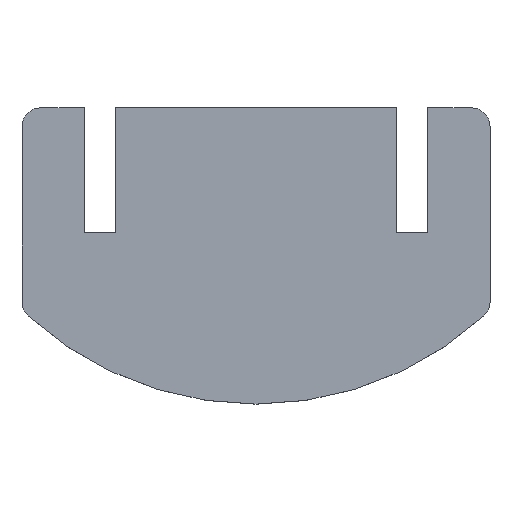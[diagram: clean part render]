
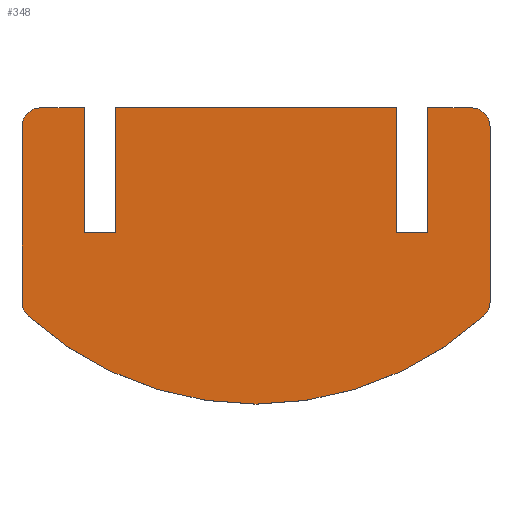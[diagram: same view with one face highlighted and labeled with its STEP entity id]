
A CAD part, top view. The second image highlights one B-rep face of the part: STEP entity #348.
In plain terms, the highlighted planar face has unit normal (0, 0, 1).
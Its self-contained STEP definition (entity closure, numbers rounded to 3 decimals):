
#27=PLANE('',#390);
#45=FACE_OUTER_BOUND('',#63,.T.);
#63=EDGE_LOOP('',(#310,#311,#312,#313,#314,#315,#316,#317,#318,#319,#320,
#321,#322,#323,#324,#325));
#77=LINE('',#529,#115);
#83=LINE('',#544,#121);
#86=LINE('',#553,#124);
#88=LINE('',#557,#126);
#90=LINE('',#561,#128);
#92=LINE('',#564,#130);
#93=LINE('',#569,#131);
#95=LINE('',#573,#133);
#97=LINE('',#577,#135);
#99=LINE('',#581,#137);
#101=LINE('',#584,#139);
#115=VECTOR('',#424,10.);
#121=VECTOR('',#440,10.);
#124=VECTOR('',#449,10.);
#126=VECTOR('',#453,10.);
#128=VECTOR('',#457,10.);
#130=VECTOR('',#461,10.);
#131=VECTOR('',#468,10.);
#133=VECTOR('',#472,10.);
#135=VECTOR('',#476,10.);
#137=VECTOR('',#480,10.);
#139=VECTOR('',#484,10.);
#140=CIRCLE('',#364,3.);
#146=CIRCLE('',#373,3.);
#147=CIRCLE('',#375,3.);
#148=CIRCLE('',#378,3.);
#149=CIRCLE('',#384,54.314);
#150=VERTEX_POINT('',#489);
#151=VERTEX_POINT('',#490);
#168=VERTEX_POINT('',#528);
#169=VERTEX_POINT('',#532);
#170=VERTEX_POINT('',#536);
#171=VERTEX_POINT('',#537);
#172=VERTEX_POINT('',#542);
#173=VERTEX_POINT('',#546);
#174=VERTEX_POINT('',#550);
#175=VERTEX_POINT('',#552);
#176=VERTEX_POINT('',#556);
#177=VERTEX_POINT('',#560);
#178=VERTEX_POINT('',#568);
#179=VERTEX_POINT('',#572);
#180=VERTEX_POINT('',#576);
#181=VERTEX_POINT('',#580);
#182=EDGE_CURVE('',#150,#151,#140,.T.);
#201=EDGE_CURVE('',#168,#151,#77,.T.);
#203=EDGE_CURVE('',#168,#169,#146,.T.);
#205=EDGE_CURVE('',#170,#171,#147,.T.);
#209=EDGE_CURVE('',#170,#172,#83,.T.);
#210=EDGE_CURVE('',#173,#172,#148,.T.);
#213=EDGE_CURVE('',#175,#174,#86,.T.);
#215=EDGE_CURVE('',#176,#175,#88,.T.);
#217=EDGE_CURVE('',#177,#176,#90,.T.);
#219=EDGE_CURVE('',#173,#177,#92,.T.);
#220=EDGE_CURVE('',#150,#171,#149,.T.);
#221=EDGE_CURVE('',#178,#169,#93,.T.);
#223=EDGE_CURVE('',#179,#178,#95,.T.);
#225=EDGE_CURVE('',#180,#179,#97,.T.);
#227=EDGE_CURVE('',#181,#180,#99,.T.);
#229=EDGE_CURVE('',#174,#181,#101,.T.);
#310=ORIENTED_EDGE('',*,*,#182,.F.);
#311=ORIENTED_EDGE('',*,*,#220,.T.);
#312=ORIENTED_EDGE('',*,*,#205,.F.);
#313=ORIENTED_EDGE('',*,*,#209,.T.);
#314=ORIENTED_EDGE('',*,*,#210,.F.);
#315=ORIENTED_EDGE('',*,*,#219,.T.);
#316=ORIENTED_EDGE('',*,*,#217,.T.);
#317=ORIENTED_EDGE('',*,*,#215,.T.);
#318=ORIENTED_EDGE('',*,*,#213,.T.);
#319=ORIENTED_EDGE('',*,*,#229,.T.);
#320=ORIENTED_EDGE('',*,*,#227,.T.);
#321=ORIENTED_EDGE('',*,*,#225,.T.);
#322=ORIENTED_EDGE('',*,*,#223,.T.);
#323=ORIENTED_EDGE('',*,*,#221,.T.);
#324=ORIENTED_EDGE('',*,*,#203,.F.);
#325=ORIENTED_EDGE('',*,*,#201,.T.);
#348=ADVANCED_FACE('',(#45),#27,.T.);
#364=AXIS2_PLACEMENT_3D('',#491,#395,#396);
#373=AXIS2_PLACEMENT_3D('',#533,#428,#429);
#375=AXIS2_PLACEMENT_3D('',#538,#433,#434);
#378=AXIS2_PLACEMENT_3D('',#547,#443,#444);
#384=AXIS2_PLACEMENT_3D('',#566,#464,#465);
#390=AXIS2_PLACEMENT_3D('',#585,#485,#486);
#395=DIRECTION('center_axis',(0.,0.,-1.));
#396=DIRECTION('ref_axis',(-0.914,-0.405,0.));
#424=DIRECTION('',(0.,-1.,0.));
#428=DIRECTION('center_axis',(0.,0.,-1.));
#429=DIRECTION('ref_axis',(-0.707,0.707,0.));
#433=DIRECTION('center_axis',(0.,0.,-1.));
#434=DIRECTION('ref_axis',(0.914,-0.405,0.));
#440=DIRECTION('',(0.,1.,0.));
#443=DIRECTION('center_axis',(0.,0.,-1.));
#444=DIRECTION('ref_axis',(0.707,0.707,0.));
#449=DIRECTION('',(0.,1.,0.));
#453=DIRECTION('',(-1.,0.,0.));
#457=DIRECTION('',(0.,-1.,0.));
#461=DIRECTION('',(-1.,0.,0.));
#464=DIRECTION('center_axis',(0.,0.,1.));
#465=DIRECTION('ref_axis',(-0.69,-0.723,0.));
#468=DIRECTION('',(-1.,0.,0.));
#472=DIRECTION('',(0.,1.,0.));
#476=DIRECTION('',(-1.,0.,0.));
#480=DIRECTION('',(0.,-1.,0.));
#484=DIRECTION('',(-1.,0.,0.));
#485=DIRECTION('center_axis',(0.,0.,1.));
#486=DIRECTION('ref_axis',(1.,0.,0.));
#489=CARTESIAN_POINT('',(0.983,6.632,5.));
#490=CARTESIAN_POINT('',(0.,8.852,5.));
#491=CARTESIAN_POINT('Origin',(3.,8.852,5.));
#528=CARTESIAN_POINT('',(0.,37.,5.));
#529=CARTESIAN_POINT('',(0.,40.,5.));
#532=CARTESIAN_POINT('',(3.,40.,5.));
#533=CARTESIAN_POINT('Origin',(3.,37.,5.));
#536=CARTESIAN_POINT('',(75.,8.852,5.));
#537=CARTESIAN_POINT('',(74.017,6.632,5.));
#538=CARTESIAN_POINT('Origin',(72.,8.852,5.));
#542=CARTESIAN_POINT('',(75.,37.,5.));
#544=CARTESIAN_POINT('',(75.,0.,5.));
#546=CARTESIAN_POINT('',(72.,40.,5.));
#547=CARTESIAN_POINT('Origin',(72.,37.,5.));
#550=CARTESIAN_POINT('',(60.,40.,5.));
#552=CARTESIAN_POINT('',(60.,20.,5.));
#553=CARTESIAN_POINT('',(60.,40.,5.));
#556=CARTESIAN_POINT('',(65.,20.,5.));
#557=CARTESIAN_POINT('',(60.,20.,5.));
#560=CARTESIAN_POINT('',(65.,40.,5.));
#561=CARTESIAN_POINT('',(65.,20.,5.));
#564=CARTESIAN_POINT('',(75.,40.,5.));
#566=CARTESIAN_POINT('Origin',(37.5,46.837,5.));
#568=CARTESIAN_POINT('',(10.,40.,5.));
#569=CARTESIAN_POINT('',(75.,40.,5.));
#572=CARTESIAN_POINT('',(10.,20.,5.));
#573=CARTESIAN_POINT('',(10.,20.,5.));
#576=CARTESIAN_POINT('',(15.,20.,5.));
#577=CARTESIAN_POINT('',(15.,20.,5.));
#580=CARTESIAN_POINT('',(15.,40.,5.));
#581=CARTESIAN_POINT('',(15.,40.,5.));
#584=CARTESIAN_POINT('',(75.,40.,5.));
#585=CARTESIAN_POINT('Origin',(37.5,16.262,5.));
